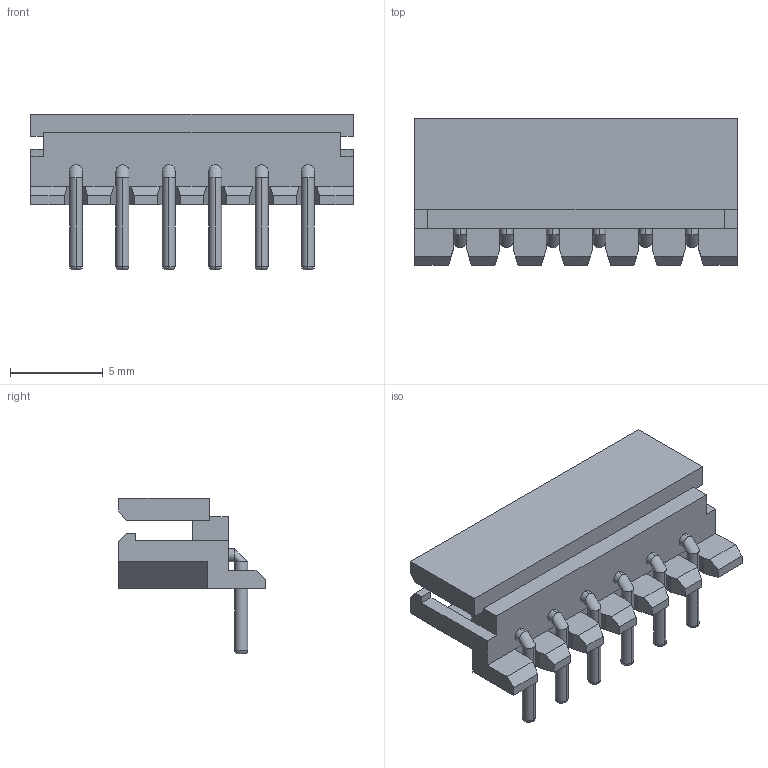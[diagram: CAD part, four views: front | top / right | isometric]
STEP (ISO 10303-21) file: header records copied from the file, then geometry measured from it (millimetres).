
FILE_DESCRIPTION(('STEP AP203'),'1');
FILE_NAME('0022057065.stp','2024-02-05T07:03:50',('TraceParts'),('TraceParts S.A.'),'Spatial InterOp 3D',' ',' ');
FILE_SCHEMA(('CONFIG_CONTROL_DESIGN'));
Length unit declared in the file: millimetre
Products named in the file (1): 1
Bounding box: 17.4 x 7.9 x 8.4 mm (x, y, z)
Volume: 302 mm3; surface area: 774.4 mm2
Topology: 1 solids, 1 shells, 195 faces, 485 edges, 292 vertices
Faces by surface type: plane 129, cylinder 36, bspline 24, torus 6
Entity records: 6210 total; most frequent: CARTESIAN_POINT 1630, ORIENTED_EDGE 946, DIRECTION 930, EDGE_CURVE 473, LINE 346, VECTOR 346, AXIS2_PLACEMENT_3D 292, VERTEX_POINT 292
